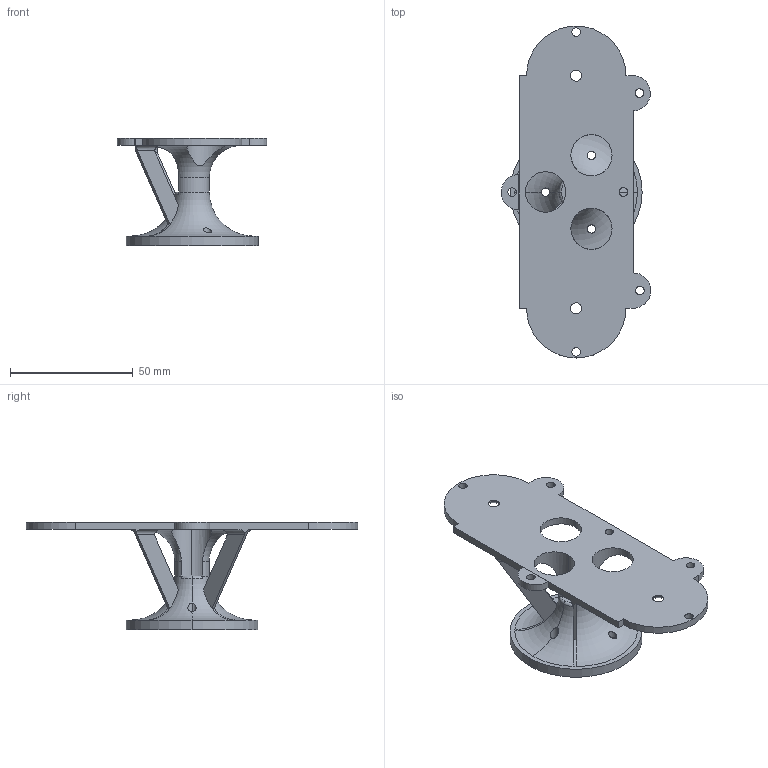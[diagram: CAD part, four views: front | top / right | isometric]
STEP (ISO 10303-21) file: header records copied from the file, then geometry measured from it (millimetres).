
FILE_DESCRIPTION (( 'STEP AP214' ), '1' );
FILE_NAME ('90deg mount mk4 print back plate.STEP', '2026-01-17T11:23:31', ( '' ), ( '' ), 'SwSTEP 2.0', 'SolidWorks 2023', '' );
FILE_SCHEMA (( 'AUTOMOTIVE_DESIGN' ));
Length unit declared in the file: millimetre
Products named in the file (1): 90deg mount mk4 print back plate
Bounding box: 61.02 x 135.5 x 44 mm (x, y, z)
Volume: 36520.7 mm3; surface area: 20226.9 mm2
Topology: 2 solids, 2 shells, 104 faces, 290 edges, 188 vertices
Faces by surface type: cylinder 57, plane 31, torus 6, bspline 6, cone 4
Entity records: 4031 total; most frequent: CARTESIAN_POINT 1261, ORIENTED_EDGE 580, DIRECTION 575, EDGE_CURVE 290, AXIS2_PLACEMENT_3D 232, VERTEX_POINT 188, EDGE_LOOP 134, CIRCLE 133
